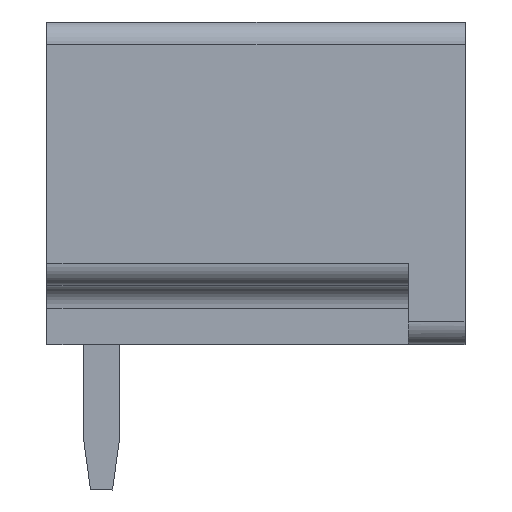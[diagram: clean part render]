
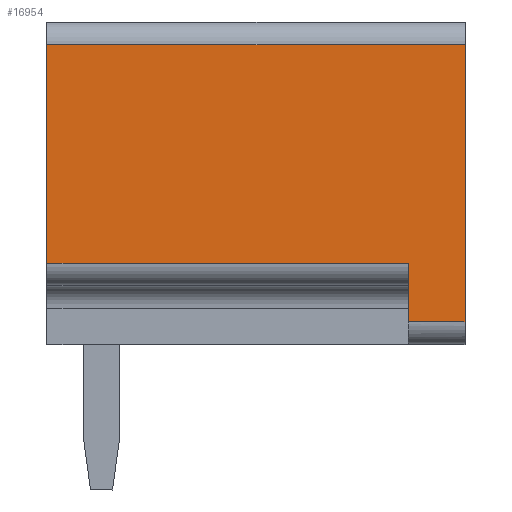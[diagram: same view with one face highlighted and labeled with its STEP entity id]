
A CAD part, left-side view. The second image highlights one B-rep face of the part: STEP entity #16954.
In plain terms, the highlighted planar face has unit normal (-1, 0, 0).
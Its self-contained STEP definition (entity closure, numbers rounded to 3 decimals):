
#16918=AXIS2_PLACEMENT_3D('Plane Axis2P3D',#16915,#16916,#16917) ;
#70=CARTESIAN_POINT('Vertex',(0.,0.,9.8)) ;
#73=CARTESIAN_POINT('Line Origine',(0.,0.,6.75)) ;
#77=CARTESIAN_POINT('Vertex',(0.,0.,3.7)) ;
#16900=CARTESIAN_POINT('Vertex',(0.,9.2,9.8)) ;
#16903=CARTESIAN_POINT('Line Origine',(0.,4.6,9.8)) ;
#16915=CARTESIAN_POINT('Axis2P3D Location',(0.,0.,9.8)) ;
#16920=CARTESIAN_POINT('Line Origine',(0.,5.225,4.99)) ;
#16924=CARTESIAN_POINT('Vertex',(0.,9.2,4.99)) ;
#16926=CARTESIAN_POINT('Vertex',(0.,1.25,4.99)) ;
#16929=CARTESIAN_POINT('Line Origine',(0.,1.25,4.345)) ;
#16933=CARTESIAN_POINT('Vertex',(0.,1.25,3.7)) ;
#16936=CARTESIAN_POINT('Line Origine',(0.,0.625,3.7)) ;
#16941=CARTESIAN_POINT('Line Origine',(0.,9.2,7.395)) ;
#74=DIRECTION('Vector Direction',(0.,0.,-1.)) ;
#16904=DIRECTION('Vector Direction',(0.,-1.,0.)) ;
#16916=DIRECTION('Axis2P3D Direction',(1.,-0.,0.)) ;
#16917=DIRECTION('Axis2P3D XDirection',(0.,0.,-1.)) ;
#16921=DIRECTION('Vector Direction',(0.,-1.,0.)) ;
#16930=DIRECTION('Vector Direction',(0.,0.,-1.)) ;
#16937=DIRECTION('Vector Direction',(0.,1.,0.)) ;
#16942=DIRECTION('Vector Direction',(0.,0.,-1.)) ;
#75=VECTOR('Line Direction',#74,1.) ;
#16905=VECTOR('Line Direction',#16904,1.) ;
#16922=VECTOR('Line Direction',#16921,1.) ;
#16931=VECTOR('Line Direction',#16930,1.) ;
#16938=VECTOR('Line Direction',#16937,1.) ;
#16943=VECTOR('Line Direction',#16942,1.) ;
#16947=ORIENTED_EDGE('',*,*,#16928,.T.) ;
#16948=ORIENTED_EDGE('',*,*,#16935,.T.) ;
#16949=ORIENTED_EDGE('',*,*,#16940,.F.) ;
#16950=ORIENTED_EDGE('',*,*,#79,.F.) ;
#16951=ORIENTED_EDGE('',*,*,#16907,.T.) ;
#16952=ORIENTED_EDGE('',*,*,#16945,.T.) ;
#16954=ADVANCED_FACE('HOUSING',(#16953),#16919,.F.) ;
#79=EDGE_CURVE('',#71,#78,#76,.T.) ;
#16907=EDGE_CURVE('',#71,#16901,#16906,.F.) ;
#16928=EDGE_CURVE('',#16925,#16927,#16923,.T.) ;
#16935=EDGE_CURVE('',#16927,#16934,#16932,.T.) ;
#16940=EDGE_CURVE('',#78,#16934,#16939,.T.) ;
#16945=EDGE_CURVE('',#16901,#16925,#16944,.T.) ;
#16946=EDGE_LOOP('',(#16947,#16948,#16949,#16950,#16951,#16952)) ;
#16953=FACE_OUTER_BOUND('',#16946,.T.) ;
#76=LINE('Line',#73,#75) ;
#16906=LINE('Line',#16903,#16905) ;
#16923=LINE('Line',#16920,#16922) ;
#16932=LINE('Line',#16929,#16931) ;
#16939=LINE('Line',#16936,#16938) ;
#16944=LINE('Line',#16941,#16943) ;
#16919=PLANE('',#16918) ;
#71=VERTEX_POINT('',#70) ;
#78=VERTEX_POINT('',#77) ;
#16901=VERTEX_POINT('',#16900) ;
#16925=VERTEX_POINT('',#16924) ;
#16927=VERTEX_POINT('',#16926) ;
#16934=VERTEX_POINT('',#16933) ;
